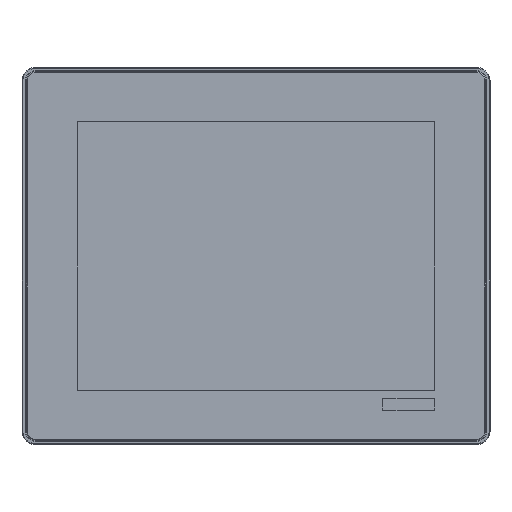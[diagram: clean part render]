
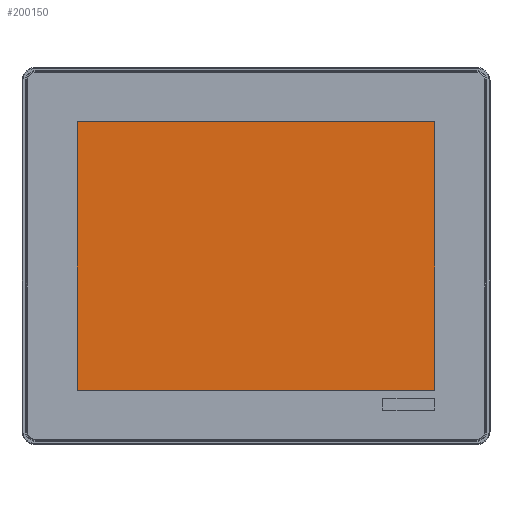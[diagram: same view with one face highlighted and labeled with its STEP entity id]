
A CAD part, top view. The second image highlights one B-rep face of the part: STEP entity #200150.
In plain terms, the highlighted planar face has unit normal (0, 0, 1).
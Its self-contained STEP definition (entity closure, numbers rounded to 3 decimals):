
#200111=CARTESIAN_POINT('',(0.,0.,2.991));
#200112=DIRECTION('',(0.0,0.0,1.0));
#200113=DIRECTION('',(-1.0,0.0,0.0));
#200114=AXIS2_PLACEMENT_3D('',#200111,#200112,#200113);
#200115=PLANE('',#200114);
#200116=CARTESIAN_POINT('',(106.1,79.7,2.991));
#200117=VERTEX_POINT('',#200116);
#200118=CARTESIAN_POINT('',(106.1,-79.7,2.991));
#200119=VERTEX_POINT('',#200118);
#200120=CARTESIAN_POINT('',(106.1,79.7,2.991));
#200121=DIRECTION('',(0.0,-1.0,0.0));
#200122=VECTOR('',#200121,159.4);
#200123=LINE('',#200120,#200122);
#200124=EDGE_CURVE('',#200117,#200119,#200123,.T.);
#200125=ORIENTED_EDGE('',*,*,#200124,.F.);
#200126=CARTESIAN_POINT('',(-106.1,79.7,2.991));
#200127=VERTEX_POINT('',#200126);
#200128=CARTESIAN_POINT('',(-106.1,79.7,2.991));
#200129=DIRECTION('',(1.0,0.0,0.0));
#200130=VECTOR('',#200129,212.2);
#200131=LINE('',#200128,#200130);
#200132=EDGE_CURVE('',#200127,#200117,#200131,.T.);
#200133=ORIENTED_EDGE('',*,*,#200132,.F.);
#200134=CARTESIAN_POINT('',(-106.1,-79.7,2.991));
#200135=VERTEX_POINT('',#200134);
#200136=CARTESIAN_POINT('',(-106.1,-79.7,2.991));
#200137=DIRECTION('',(0.0,1.0,0.0));
#200138=VECTOR('',#200137,159.4);
#200139=LINE('',#200136,#200138);
#200140=EDGE_CURVE('',#200135,#200127,#200139,.T.);
#200141=ORIENTED_EDGE('',*,*,#200140,.F.);
#200142=CARTESIAN_POINT('',(106.1,-79.7,2.991));
#200143=DIRECTION('',(-1.0,0.0,0.0));
#200144=VECTOR('',#200143,212.2);
#200145=LINE('',#200142,#200144);
#200146=EDGE_CURVE('',#200119,#200135,#200145,.T.);
#200147=ORIENTED_EDGE('',*,*,#200146,.F.);
#200148=EDGE_LOOP('',(#200125,#200133,#200141,#200147));
#200149=FACE_OUTER_BOUND('',#200148,.T.);
#200150=ADVANCED_FACE('',(#200149),#200115,.T.);
